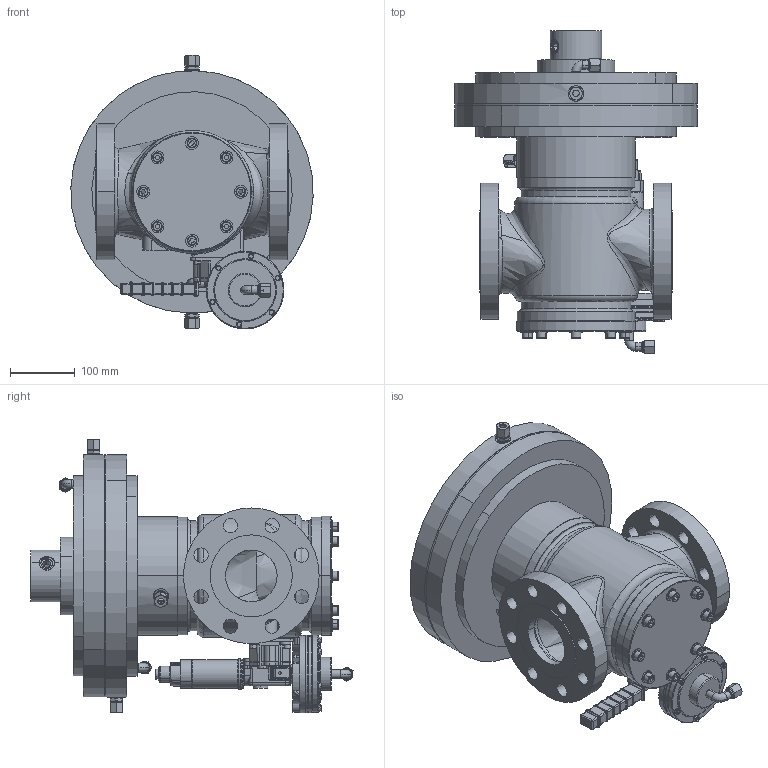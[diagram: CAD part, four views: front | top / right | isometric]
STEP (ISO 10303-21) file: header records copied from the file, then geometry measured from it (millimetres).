
FILE_DESCRIPTION (( 'STEP AP203' ), '1' );
FILE_NAME ('Z80S.STEP', '2023-09-25T13:30:00', ( '' ), ( '' ), 'SwSTEP 2.0', 'SolidWorks 2018', '' );
FILE_SCHEMA (( 'CONFIG_CONTROL_DESIGN' ));
Length unit declared in the file: millimetre
Products named in the file (1): Z80S
Bounding box: 374.75 x 498.12 x 423.6 mm (x, y, z)
Surface area: 1232587.7 mm2 (no closed solid volume)
Topology: 0 solids, 84 shells, 1249 faces, 3718 edges, 2499 vertices
Faces by surface type: cylinder 507, plane 462, torus 137, cone 71, bspline 56, sphere 16
Entity records: 57325 total; most frequent: CARTESIAN_POINT 23682, DIRECTION 7425, ORIENTED_EDGE 6085, EDGE_CURVE 3703, AXIS2_PLACEMENT_3D 2918, VERTEX_POINT 2499, CIRCLE 1724, LINE 1589
